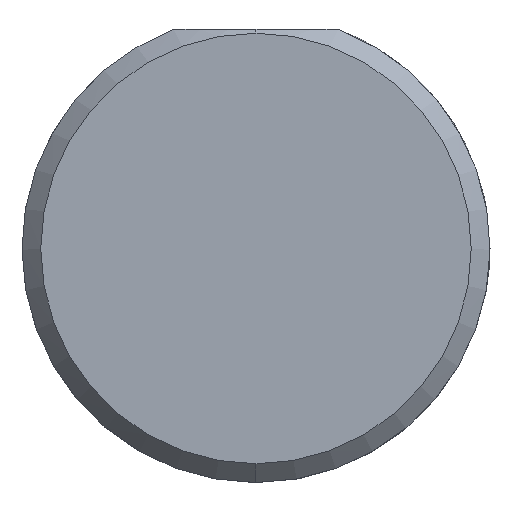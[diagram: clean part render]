
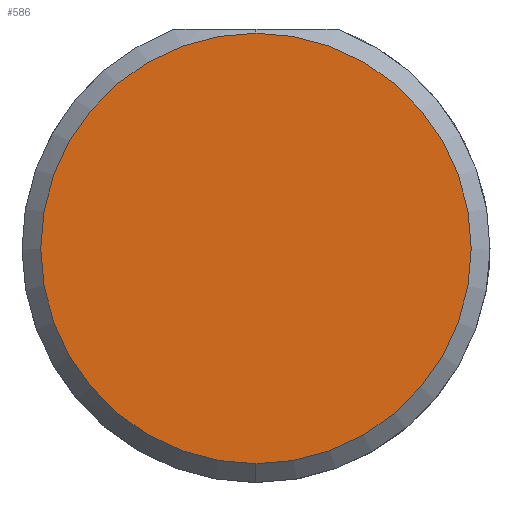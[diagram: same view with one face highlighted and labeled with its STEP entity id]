
A CAD part, left-side view. The second image highlights one B-rep face of the part: STEP entity #586.
In plain terms, the highlighted planar face has unit normal (-1, 0, 0).
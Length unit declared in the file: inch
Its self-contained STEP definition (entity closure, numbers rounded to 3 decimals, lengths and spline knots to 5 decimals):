
#94 = AXIS2_PLACEMENT_3D ( 'NONE', #1024, #1237, #633 ) ;
#102 = ORIENTED_EDGE ( 'NONE', *, *, #1109, .T. ) ;
#131 = AXIS2_PLACEMENT_3D ( 'NONE', #1119, #1218, #556 ) ;
#141 = PLANE ( 'NONE',  #242 ) ;
#227 = ORIENTED_EDGE ( 'NONE', *, *, #700, .T. ) ;
#242 = AXIS2_PLACEMENT_3D ( 'NONE', #1095, #613, #999 ) ;
#284 = CIRCLE ( 'NONE', #94, 0.17235 ) ;
#441 = CARTESIAN_POINT ( 'NONE',  ( 0., 0., -0.17235 ) ) ;
#556 = DIRECTION ( 'NONE',  ( 0., 0., -1. ) ) ;
#586 = ADVANCED_FACE ( 'NONE', ( #615 ), #141, .F. ) ;
#613 = DIRECTION ( 'NONE',  ( 1., 0., 0. ) ) ;
#615 = FACE_OUTER_BOUND ( 'NONE', #849, .T. ) ;
#633 = DIRECTION ( 'NONE',  ( 0., 0., -1. ) ) ;
#700 = EDGE_CURVE ( 'NONE', #770, #773, #284, .T. ) ;
#724 = CARTESIAN_POINT ( 'NONE',  ( 0., 0., 0.17235 ) ) ;
#770 = VERTEX_POINT ( 'NONE', #441 ) ;
#773 = VERTEX_POINT ( 'NONE', #724 ) ;
#849 = EDGE_LOOP ( 'NONE', ( #227, #102 ) ) ;
#999 = DIRECTION ( 'NONE',  ( 0., 0., -1. ) ) ;
#1024 = CARTESIAN_POINT ( 'NONE',  ( 0., 0., 0. ) ) ;
#1095 = CARTESIAN_POINT ( 'NONE',  ( 0., 0., 0. ) ) ;
#1109 = EDGE_CURVE ( 'NONE', #773, #770, #1226, .T. ) ;
#1119 = CARTESIAN_POINT ( 'NONE',  ( 0., 0., 0. ) ) ;
#1218 = DIRECTION ( 'NONE',  ( -1., 0., 0. ) ) ;
#1226 = CIRCLE ( 'NONE', #131, 0.17235 ) ;
#1237 = DIRECTION ( 'NONE',  ( -1., 0., 0. ) ) ;
